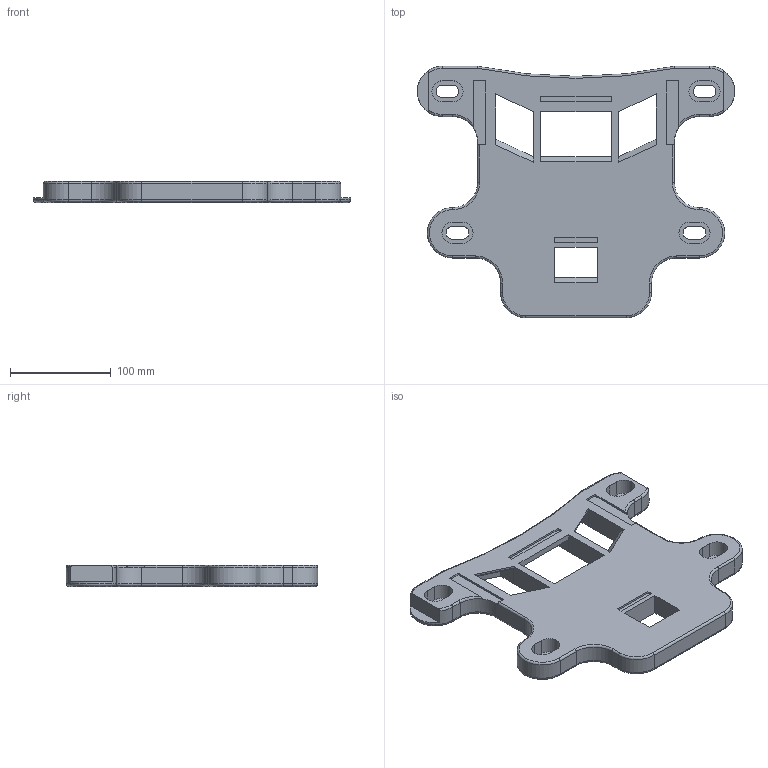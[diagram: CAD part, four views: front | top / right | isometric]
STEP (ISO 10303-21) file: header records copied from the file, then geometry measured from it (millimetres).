
FILE_DESCRIPTION(('FreeCAD Model'),'2;1');
FILE_NAME('Open CASCADE Shape Model','2025-08-27T15:13:50',(''),(''), 'Open CASCADE STEP processor 7.7','FreeCAD','Unknown');
FILE_SCHEMA(('AUTOMOTIVE_DESIGN { 1 0 10303 214 1 1 1 1 }'));
Length unit declared in the file: millimetre
Products named in the file (2): top_box_carrier; carrier
Assembly tree (1 placements, depth 2):
  top_box_carrier
    carrier
Bounding box: 315.6 x 250 x 21 mm (x, y, z)
Volume: 653222.6 mm3; surface area: 158285.2 mm2
Topology: 1 solids, 1 shells, 211 faces, 546 edges, 350 vertices
Faces by surface type: plane 129, cylinder 54, torus 28
Entity records: 6683 total; most frequent: CARTESIAN_POINT 1354, DIRECTION 1104, ORIENTED_EDGE 1092, EDGE_CURVE 546, LINE 394, VECTOR 394, AXIS2_PLACEMENT_3D 355, VERTEX_POINT 350
